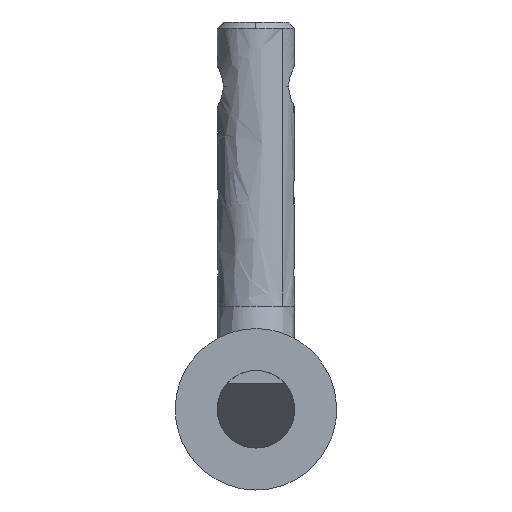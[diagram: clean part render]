
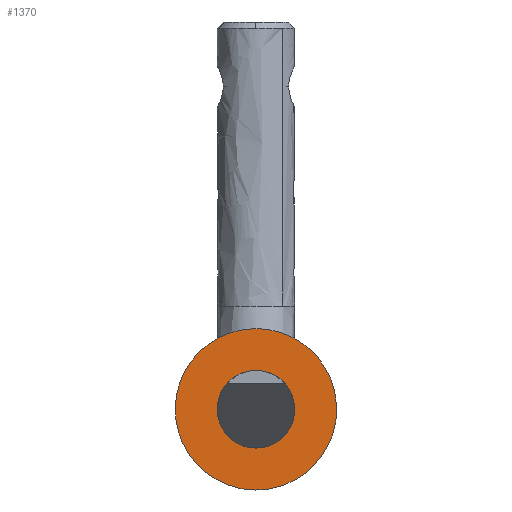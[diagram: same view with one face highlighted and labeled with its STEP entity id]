
A CAD part, left-side view. The second image highlights one B-rep face of the part: STEP entity #1370.
In plain terms, the highlighted free-form (B-spline) face has degree [1, 1] with [2, 2] control points.
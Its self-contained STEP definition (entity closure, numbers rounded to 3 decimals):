
#1003=CARTESIAN_POINT('',(19.,-2.979,15.646));
#1004=VERTEX_POINT('',#1003);
#1005=CARTESIAN_POINT('',(19.,0.0,19.0));
#1006=VERTEX_POINT('',#1005);
#1007=CARTESIAN_POINT('',(19.,-2.979,15.646));
#1008=CARTESIAN_POINT('',(19.,-3.0,15.822));
#1009=CARTESIAN_POINT('',(19.,-3.0,16.0));
#1010=CARTESIAN_POINT('',(19.,-3.0,19.));
#1011=CARTESIAN_POINT('',(19.,0.0,19.0));
#1019=(BOUNDED_CURVE()B_SPLINE_CURVE(2,(#1007,#1008,#1009,#1010,#1011),.UNSPECIFIED.,.F.,.U.)B_SPLINE_CURVE_WITH_KNOTS((3,2,3),(0.23,0.25,0.5),.UNSPECIFIED.)CURVE()GEOMETRIC_REPRESENTATION_ITEM()RATIONAL_B_SPLINE_CURVE((0.956,0.976,1.0,0.707,1.0))REPRESENTATION_ITEM(''));
#1020=EDGE_CURVE('',#1004,#1006,#1019,.T.);
#1022=CARTESIAN_POINT('',(19.,2.994,16.183));
#1023=VERTEX_POINT('',#1022);
#1024=CARTESIAN_POINT('',(19.,0.0,19.0));
#1025=CARTESIAN_POINT('',(19.,2.822,19.0));
#1026=CARTESIAN_POINT('',(19.,2.994,16.183));
#1034=(BOUNDED_CURVE()B_SPLINE_CURVE(2,(#1024,#1025,#1026),.UNSPECIFIED.,.F.,.U.)B_SPLINE_CURVE_WITH_KNOTS((3,3),(0.5,0.739),.UNSPECIFIED.)CURVE()GEOMETRIC_REPRESENTATION_ITEM()RATIONAL_B_SPLINE_CURVE((1.0,0.72,0.976))REPRESENTATION_ITEM(''));
#1035=EDGE_CURVE('',#1006,#1023,#1034,.T.);
#1102=CARTESIAN_POINT('',(19.,0.0,13.0));
#1103=VERTEX_POINT('',#1102);
#1104=CARTESIAN_POINT('',(19.,0.0,13.0));
#1105=CARTESIAN_POINT('',(19.,-2.665,13.));
#1106=CARTESIAN_POINT('',(19.,-2.979,15.646));
#1114=(BOUNDED_CURVE()B_SPLINE_CURVE(2,(#1104,#1105,#1106),.UNSPECIFIED.,.F.,.U.)B_SPLINE_CURVE_WITH_KNOTS((3,3),(0.0,0.23),.UNSPECIFIED.)CURVE()GEOMETRIC_REPRESENTATION_ITEM()RATIONAL_B_SPLINE_CURVE((1.0,0.731,0.956))REPRESENTATION_ITEM(''));
#1115=EDGE_CURVE('',#1103,#1004,#1114,.T.);
#1149=CARTESIAN_POINT('',(19.,2.994,16.183));
#1150=CARTESIAN_POINT('',(19.,3.0,16.092));
#1151=CARTESIAN_POINT('',(19.,3.0,16.0));
#1152=CARTESIAN_POINT('',(19.,3.0,13.));
#1153=CARTESIAN_POINT('',(19.,0.0,13.0));
#1161=(BOUNDED_CURVE()B_SPLINE_CURVE(2,(#1149,#1150,#1151,#1152,#1153),.UNSPECIFIED.,.F.,.U.)B_SPLINE_CURVE_WITH_KNOTS((3,2,3),(0.739,0.75,1.0),.UNSPECIFIED.)CURVE()GEOMETRIC_REPRESENTATION_ITEM()RATIONAL_B_SPLINE_CURVE((0.976,0.988,1.0,0.707,1.0))REPRESENTATION_ITEM(''));
#1162=EDGE_CURVE('',#1023,#1103,#1161,.T.);
#1189=CARTESIAN_POINT('',(19.,-6.206,15.262));
#1190=VERTEX_POINT('',#1189);
#1191=CARTESIAN_POINT('',(19.,0.0,22.25));
#1192=VERTEX_POINT('',#1191);
#1193=CARTESIAN_POINT('',(19.,-6.206,15.262));
#1194=CARTESIAN_POINT('',(19.,-6.25,15.63));
#1195=CARTESIAN_POINT('',(19.,-6.25,16.0));
#1196=CARTESIAN_POINT('',(19.,-6.25,22.25));
#1197=CARTESIAN_POINT('',(19.,0.0,22.25));
#1205=(BOUNDED_CURVE()B_SPLINE_CURVE(2,(#1193,#1194,#1195,#1196,#1197),.UNSPECIFIED.,.F.,.U.)B_SPLINE_CURVE_WITH_KNOTS((3,2,3),(0.23,0.25,0.5),.UNSPECIFIED.)CURVE()GEOMETRIC_REPRESENTATION_ITEM()RATIONAL_B_SPLINE_CURVE((0.956,0.976,1.0,0.707,1.0))REPRESENTATION_ITEM(''));
#1206=EDGE_CURVE('',#1190,#1192,#1205,.T.);
#1247=CARTESIAN_POINT('',(19.,6.238,16.382));
#1248=VERTEX_POINT('',#1247);
#1254=CARTESIAN_POINT('',(19.,0.0,22.25));
#1255=CARTESIAN_POINT('',(19.,5.879,22.25));
#1256=CARTESIAN_POINT('',(19.,6.238,16.382));
#1264=(BOUNDED_CURVE()B_SPLINE_CURVE(2,(#1254,#1255,#1256),.UNSPECIFIED.,.F.,.U.)B_SPLINE_CURVE_WITH_KNOTS((3,3),(0.5,0.739),.UNSPECIFIED.)CURVE()GEOMETRIC_REPRESENTATION_ITEM()RATIONAL_B_SPLINE_CURVE((1.0,0.72,0.976))REPRESENTATION_ITEM(''));
#1265=EDGE_CURVE('',#1192,#1248,#1264,.T.);
#1288=CARTESIAN_POINT('',(19.,0.0,9.75));
#1289=VERTEX_POINT('',#1288);
#1290=CARTESIAN_POINT('',(19.,0.0,9.75));
#1291=CARTESIAN_POINT('',(19.,-5.551,9.75));
#1292=CARTESIAN_POINT('',(19.,-6.206,15.262));
#1300=(BOUNDED_CURVE()B_SPLINE_CURVE(2,(#1290,#1291,#1292),.UNSPECIFIED.,.F.,.U.)B_SPLINE_CURVE_WITH_KNOTS((3,3),(0.0,0.23),.UNSPECIFIED.)CURVE()GEOMETRIC_REPRESENTATION_ITEM()RATIONAL_B_SPLINE_CURVE((1.0,0.731,0.956))REPRESENTATION_ITEM(''));
#1301=EDGE_CURVE('',#1289,#1190,#1300,.T.);
#1303=CARTESIAN_POINT('',(19.,6.238,16.382));
#1304=CARTESIAN_POINT('',(19.,6.25,16.191));
#1305=CARTESIAN_POINT('',(19.,6.25,16.0));
#1306=CARTESIAN_POINT('',(19.,6.25,9.75));
#1307=CARTESIAN_POINT('',(19.,0.0,9.75));
#1315=(BOUNDED_CURVE()B_SPLINE_CURVE(2,(#1303,#1304,#1305,#1306,#1307),.UNSPECIFIED.,.F.,.U.)B_SPLINE_CURVE_WITH_KNOTS((3,2,3),(0.739,0.75,1.0),.UNSPECIFIED.)CURVE()GEOMETRIC_REPRESENTATION_ITEM()RATIONAL_B_SPLINE_CURVE((0.976,0.988,1.0,0.707,1.0))REPRESENTATION_ITEM(''));
#1316=EDGE_CURVE('',#1248,#1289,#1315,.T.);
#1353=CARTESIAN_POINT('',(19.,6.874,22.874));
#1354=CARTESIAN_POINT('',(19.,-6.874,22.874));
#1355=CARTESIAN_POINT('',(19.,6.874,9.126));
#1356=CARTESIAN_POINT('',(19.,-6.874,9.126));
#1357=B_SPLINE_SURFACE_WITH_KNOTS('',1,1,((#1353,#1355),(#1354,#1356)),.UNSPECIFIED.,.F.,.F.,.U.,(2,2),(2,2),(0.0,13.748),(0.0,13.749),.UNSPECIFIED.);
#1358=ORIENTED_EDGE('',*,*,#1301,.T.);
#1359=ORIENTED_EDGE('',*,*,#1206,.T.);
#1360=ORIENTED_EDGE('',*,*,#1265,.T.);
#1361=ORIENTED_EDGE('',*,*,#1316,.T.);
#1362=EDGE_LOOP('',(#1358,#1359,#1360,#1361));
#1363=FACE_OUTER_BOUND('',#1362,.T.);
#1364=ORIENTED_EDGE('',*,*,#1035,.F.);
#1365=ORIENTED_EDGE('',*,*,#1020,.F.);
#1366=ORIENTED_EDGE('',*,*,#1115,.F.);
#1367=ORIENTED_EDGE('',*,*,#1162,.F.);
#1368=EDGE_LOOP('',(#1364,#1365,#1366,#1367));
#1369=FACE_BOUND('',#1368,.T.);
#1370=ADVANCED_FACE('',(#1363,#1369),#1357,.F.);
